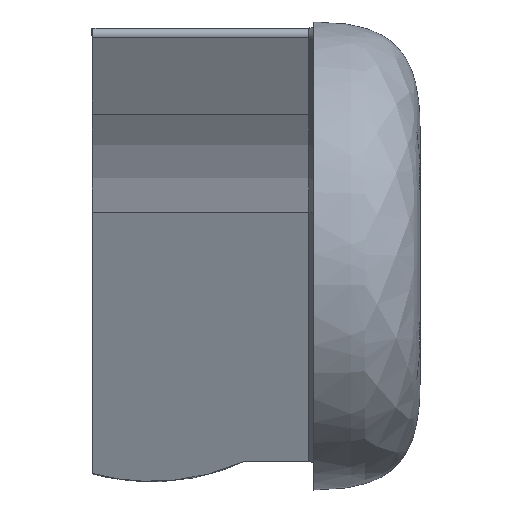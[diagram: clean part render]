
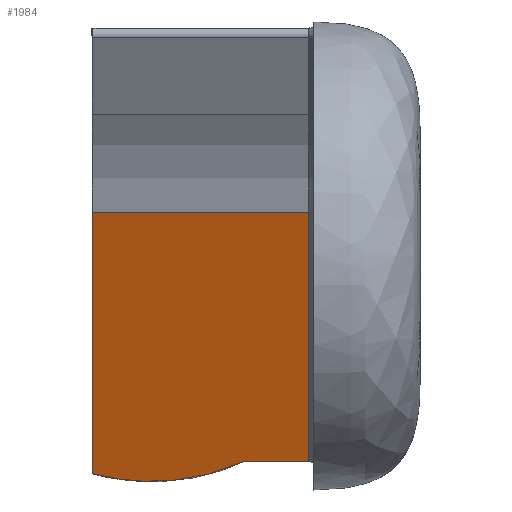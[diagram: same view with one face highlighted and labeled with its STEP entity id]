
A CAD part, top view. The second image highlights one B-rep face of the part: STEP entity #1984.
In plain terms, the highlighted planar face has unit normal (0, -0.342, 0.94).
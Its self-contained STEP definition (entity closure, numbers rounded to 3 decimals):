
#133 = CARTESIAN_POINT ( 'NONE',  ( 6.709, -32.858, -51.866 ) ) ;
#138 = VECTOR ( 'NONE', #4255, 1000. ) ;
#181 = LINE ( 'NONE', #3201, #842 ) ;
#236 = ORIENTED_EDGE ( 'NONE', *, *, #4530, .F. ) ;
#287 = ORIENTED_EDGE ( 'NONE', *, *, #1187, .T. ) ;
#315 = LINE ( 'NONE', #1441, #2461 ) ;
#345 = VERTEX_POINT ( 'NONE', #2243 ) ;
#400 = DIRECTION ( 'NONE',  ( 0., -0.342, 0.94 ) ) ;
#451 = EDGE_LOOP ( 'NONE', ( #3796, #4560, #2119, #236, #3679, #287 ) ) ;
#462 = CARTESIAN_POINT ( 'NONE',  ( 17.2, 12.826, -35.238 ) ) ;
#516 = EDGE_CURVE ( 'NONE', #2304, #1733, #3110, .T. ) ;
#635 = CARTESIAN_POINT ( 'NONE',  ( 16.165, -32.858, -51.866 ) ) ;
#842 = VECTOR ( 'NONE', #2491, 1000. ) ;
#1037 = CARTESIAN_POINT ( 'NONE',  ( -17.5, 7.052, -37.34 ) ) ;
#1080 = VERTEX_POINT ( 'NONE', #133 ) ;
#1187 = EDGE_CURVE ( 'NONE', #1080, #3704, #315, .T. ) ;
#1256 = LINE ( 'NONE', #462, #3447 ) ;
#1424 = CARTESIAN_POINT ( 'NONE',  ( -0.978, -36.299, -53.119 ) ) ;
#1441 = CARTESIAN_POINT ( 'NONE',  ( 18., -32.858, -51.866 ) ) ;
#1453 = PLANE ( 'NONE',  #3108 ) ;
#1733 = VERTEX_POINT ( 'NONE', #1037 ) ;
#1984 = ADVANCED_FACE ( 'NONE', ( #4176 ), #1453, .T. ) ;
#2017 = CARTESIAN_POINT ( 'NONE',  ( 17.2, 7.052, -37.34 ) ) ;
#2085 = DIRECTION ( 'NONE',  ( 1., 0., 0. ) ) ;
#2119 = ORIENTED_EDGE ( 'NONE', *, *, #516, .T. ) ;
#2243 = CARTESIAN_POINT ( 'NONE',  ( 17.2, -32.848, -51.862 ) ) ;
#2304 = VERTEX_POINT ( 'NONE', #2017 ) ;
#2461 = VECTOR ( 'NONE', #2085, 1000. ) ;
#2491 = DIRECTION ( 'NONE',  ( 0., 0.94, 0.342 ) ) ;
#2565 =( BOUNDED_CURVE ( )  B_SPLINE_CURVE ( 3, ( #3603, #1424, #2923, #3228 ),
 .UNSPECIFIED., .F., .F. ) 
 B_SPLINE_CURVE_WITH_KNOTS ( ( 4, 4 ),
 ( 2.721, 3.409 ),
 .UNSPECIFIED. ) 
 CURVE ( )  GEOMETRIC_REPRESENTATION_ITEM ( )  RATIONAL_B_SPLINE_CURVE ( ( 1., 0.961, 0.961, 1. ) ) 
 REPRESENTATION_ITEM ( '' )  );
#2637 = CARTESIAN_POINT ( 'NONE',  ( 169.087, 12.826, -35.238 ) ) ;
#2698 = VERTEX_POINT ( 'NONE', #3551 ) ;
#2717 = CARTESIAN_POINT ( 'NONE',  ( 16.165, -32.858, -51.866 ) ) ;
#2739 = CARTESIAN_POINT ( 'NONE',  ( -124.98, 7.052, -37.34 ) ) ;
#2923 = CARTESIAN_POINT ( 'NONE',  ( -9.376, -36.947, -53.354 ) ) ;
#2950 = CARTESIAN_POINT ( 'NONE',  ( 17.2, -32.848, -51.862 ) ) ;
#3108 = AXIS2_PLACEMENT_3D ( 'NONE', #2637, #400, #3766 ) ;
#3110 = LINE ( 'NONE', #2739, #138 ) ;
#3201 = CARTESIAN_POINT ( 'NONE',  ( -17.5, 12.826, -35.238 ) ) ;
#3228 = CARTESIAN_POINT ( 'NONE',  ( -17.5, -34.724, -52.545 ) ) ;
#3282 = CARTESIAN_POINT ( 'NONE',  ( 16.855, -32.855, -51.865 ) ) ;
#3412 = B_SPLINE_CURVE_WITH_KNOTS ( 'NONE', 3,
 ( #2950, #3282, #3623, #635 ),
 .UNSPECIFIED., .F., .F.,
 ( 4, 4 ),
 ( 0.001, 0.002 ),
 .UNSPECIFIED. ) ;
#3447 = VECTOR ( 'NONE', #4664, 1000. ) ;
#3551 = CARTESIAN_POINT ( 'NONE',  ( -17.5, -34.724, -52.545 ) ) ;
#3603 = CARTESIAN_POINT ( 'NONE',  ( 6.709, -32.858, -51.866 ) ) ;
#3623 = CARTESIAN_POINT ( 'NONE',  ( 16.51, -32.858, -51.866 ) ) ;
#3679 = ORIENTED_EDGE ( 'NONE', *, *, #4424, .F. ) ;
#3704 = VERTEX_POINT ( 'NONE', #2717 ) ;
#3766 = DIRECTION ( 'NONE',  ( 0., -0.94, -0.342 ) ) ;
#3796 = ORIENTED_EDGE ( 'NONE', *, *, #4430, .F. ) ;
#4176 = FACE_OUTER_BOUND ( 'NONE', #451, .T. ) ;
#4255 = DIRECTION ( 'NONE',  ( -1., 0., 0. ) ) ;
#4424 = EDGE_CURVE ( 'NONE', #1080, #2698, #2565, .T. ) ;
#4430 = EDGE_CURVE ( 'NONE', #345, #3704, #3412, .T. ) ;
#4530 = EDGE_CURVE ( 'NONE', #2698, #1733, #181, .T. ) ;
#4560 = ORIENTED_EDGE ( 'NONE', *, *, #4728, .T. ) ;
#4664 = DIRECTION ( 'NONE',  ( 0., 0.94, 0.342 ) ) ;
#4728 = EDGE_CURVE ( 'NONE', #345, #2304, #1256, .T. ) ;
